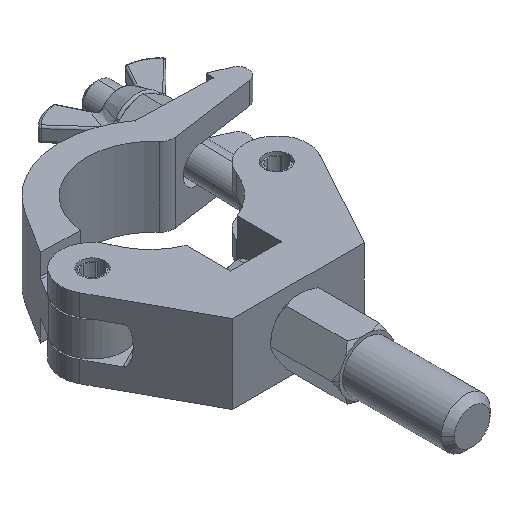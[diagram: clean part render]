
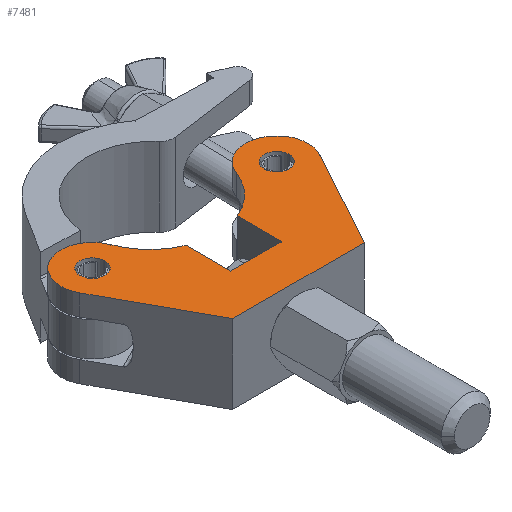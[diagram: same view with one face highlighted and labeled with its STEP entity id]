
A CAD part, isometric view. The second image highlights one B-rep face of the part: STEP entity #7481.
In plain terms, the highlighted planar face has unit normal (0, 0, 1).
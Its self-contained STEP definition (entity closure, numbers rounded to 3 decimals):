
#144 = CIRCLE ( 'NONE', #14388, 25.4 ) ;
#152 = VERTEX_POINT ( 'NONE', #3791 ) ;
#194 = CARTESIAN_POINT ( 'NONE',  ( -9.725, 16., 14.95 ) ) ;
#210 = CIRCLE ( 'NONE', #4440, 25.4 ) ;
#330 = EDGE_CURVE ( 'NONE', #4138, #15170, #11018, .T. ) ;
#444 = CARTESIAN_POINT ( 'NONE',  ( -25., 0., 14.95 ) ) ;
#468 = EDGE_CURVE ( 'NONE', #14144, #12223, #11943, .T. ) ;
#611 = VECTOR ( 'NONE', #9973, 1000. ) ;
#1025 = CARTESIAN_POINT ( 'NONE',  ( -35., 43.22, 14.95 ) ) ;
#1080 = VECTOR ( 'NONE', #15830, 1000. ) ;
#1242 = AXIS2_PLACEMENT_3D ( 'NONE', #4892, #3645, #4554 ) ;
#1490 = VERTEX_POINT ( 'NONE', #13556 ) ;
#1564 = DIRECTION ( 'NONE',  ( 1., 0., 0. ) ) ;
#2089 = CARTESIAN_POINT ( 'NONE',  ( -47., 43.22, 14.95 ) ) ;
#2112 = DIRECTION ( 'NONE',  ( 0., 0., 1. ) ) ;
#2262 = VERTEX_POINT ( 'NONE', #7922 ) ;
#2287 = ORIENTED_EDGE ( 'NONE', *, *, #15225, .T. ) ;
#2320 = FACE_BOUND ( 'NONE', #16237, .T. ) ;
#2400 = FACE_BOUND ( 'NONE', #12949, .T. ) ;
#2420 = DIRECTION ( 'NONE',  ( -1., 0., 0. ) ) ;
#2503 = CIRCLE ( 'NONE', #4883, 4.75 ) ;
#2618 = ORIENTED_EDGE ( 'NONE', *, *, #15488, .T. ) ;
#2732 = CARTESIAN_POINT ( 'NONE',  ( -30.25, 43.22, 14.95 ) ) ;
#2809 = CARTESIAN_POINT ( 'NONE',  ( 25., 0., 14.95 ) ) ;
#2840 = CARTESIAN_POINT ( 'NONE',  ( -35., 43.22, 14.95 ) ) ;
#2996 = CARTESIAN_POINT ( 'NONE',  ( -35., 43.22, 14.95 ) ) ;
#3160 = DIRECTION ( 'NONE',  ( -1., 0., 0. ) ) ;
#3193 = ORIENTED_EDGE ( 'NONE', *, *, #15334, .T. ) ;
#3215 = ORIENTED_EDGE ( 'NONE', *, *, #14216, .T. ) ;
#3219 = EDGE_CURVE ( 'NONE', #8725, #7108, #144, .T. ) ;
#3645 = DIRECTION ( 'NONE',  ( 0., 0., 1. ) ) ;
#3661 = DIRECTION ( 'NONE',  ( 0., 0., 1. ) ) ;
#3668 = LINE ( 'NONE', #12396, #13925 ) ;
#3762 = EDGE_CURVE ( 'NONE', #10391, #13019, #10421, .T. ) ;
#3791 = CARTESIAN_POINT ( 'NONE',  ( -9.725, 16., 14.95 ) ) ;
#3944 = CARTESIAN_POINT ( 'NONE',  ( -25., 0., 14.95 ) ) ;
#4117 = CIRCLE ( 'NONE', #13332, 4.75 ) ;
#4138 = VERTEX_POINT ( 'NONE', #12622 ) ;
#4249 = LINE ( 'NONE', #444, #5510 ) ;
#4371 = DIRECTION ( 'NONE',  ( 1., 0., 0. ) ) ;
#4440 = AXIS2_PLACEMENT_3D ( 'NONE', #6319, #9017, #10184 ) ;
#4554 = DIRECTION ( 'NONE',  ( 1., 0., 0. ) ) ;
#4594 = DIRECTION ( 'NONE',  ( -1., 0., 0. ) ) ;
#4741 = CARTESIAN_POINT ( 'NONE',  ( 39.75, 43.22, 14.95 ) ) ;
#4762 = VERTEX_POINT ( 'NONE', #15062 ) ;
#4883 = AXIS2_PLACEMENT_3D ( 'NONE', #2840, #13080, #13236 ) ;
#4892 = CARTESIAN_POINT ( 'NONE',  ( 35., 43.22, 14.95 ) ) ;
#5125 = EDGE_CURVE ( 'NONE', #4762, #10391, #6282, .T. ) ;
#5217 = AXIS2_PLACEMENT_3D ( 'NONE', #2996, #8178, #11897 ) ;
#5510 = VECTOR ( 'NONE', #10596, 1000. ) ;
#5614 = CARTESIAN_POINT ( 'NONE',  ( -25., 0., 14.95 ) ) ;
#5631 = CARTESIAN_POINT ( 'NONE',  ( 23.77, 47.449, 14.95 ) ) ;
#5969 = FACE_OUTER_BOUND ( 'NONE', #13711, .T. ) ;
#6003 = LINE ( 'NONE', #12248, #15407 ) ;
#6282 = LINE ( 'NONE', #2809, #611 ) ;
#6317 = ORIENTED_EDGE ( 'NONE', *, *, #5125, .T. ) ;
#6319 = CARTESIAN_POINT ( 'NONE',  ( 0., 56.402, 14.95 ) ) ;
#6709 = ORIENTED_EDGE ( 'NONE', *, *, #8445, .T. ) ;
#7108 = VERTEX_POINT ( 'NONE', #14665 ) ;
#7146 = DIRECTION ( 'NONE',  ( -1., 0., 0. ) ) ;
#7185 = EDGE_CURVE ( 'NONE', #152, #8725, #7303, .T. ) ;
#7303 = LINE ( 'NONE', #194, #11285 ) ;
#7360 = EDGE_CURVE ( 'NONE', #7625, #2262, #7843, .T. ) ;
#7481 = ADVANCED_FACE ( 'NONE', ( #2320, #5969, #2400 ), #13457, .T. ) ;
#7548 = ORIENTED_EDGE ( 'NONE', *, *, #7360, .F. ) ;
#7625 = VERTEX_POINT ( 'NONE', #2732 ) ;
#7641 = ORIENTED_EDGE ( 'NONE', *, *, #14661, .F. ) ;
#7832 = CARTESIAN_POINT ( 'NONE',  ( 35., 43.22, 14.95 ) ) ;
#7843 = CIRCLE ( 'NONE', #5217, 4.75 ) ;
#7922 = CARTESIAN_POINT ( 'NONE',  ( -39.75, 43.22, 14.95 ) ) ;
#8042 = DIRECTION ( 'NONE',  ( 0., 0., 1. ) ) ;
#8178 = DIRECTION ( 'NONE',  ( 0., 0., 1. ) ) ;
#8223 = DIRECTION ( 'NONE',  ( 0., 0., 1. ) ) ;
#8445 = EDGE_CURVE ( 'NONE', #7108, #8856, #13858, .T. ) ;
#8725 = VERTEX_POINT ( 'NONE', #11911 ) ;
#8856 = VERTEX_POINT ( 'NONE', #2089 ) ;
#8983 = ORIENTED_EDGE ( 'NONE', *, *, #13583, .T. ) ;
#9017 = DIRECTION ( 'NONE',  ( 0., 0., -1. ) ) ;
#9188 = ORIENTED_EDGE ( 'NONE', *, *, #330, .F. ) ;
#9366 = CARTESIAN_POINT ( 'NONE',  ( 0., 56.402, 14.95 ) ) ;
#9931 = DIRECTION ( 'NONE',  ( 0., -1., 0. ) ) ;
#9973 = DIRECTION ( 'NONE',  ( 0.481, 0.877, 0. ) ) ;
#10178 = CARTESIAN_POINT ( 'NONE',  ( -45.524, 37.453, 14.95 ) ) ;
#10184 = DIRECTION ( 'NONE',  ( 1., 0., 0. ) ) ;
#10391 = VERTEX_POINT ( 'NONE', #13815 ) ;
#10421 = CIRCLE ( 'NONE', #12518, 12. ) ;
#10432 = DIRECTION ( 'NONE',  ( 0., 1., 0. ) ) ;
#10516 = CARTESIAN_POINT ( 'NONE',  ( 35., 43.22, 14.95 ) ) ;
#10596 = DIRECTION ( 'NONE',  ( 1., 0., 0. ) ) ;
#11018 = CIRCLE ( 'NONE', #12323, 4.75 ) ;
#11285 = VECTOR ( 'NONE', #10432, 1000. ) ;
#11463 = CIRCLE ( 'NONE', #13325, 12. ) ;
#11744 = AXIS2_PLACEMENT_3D ( 'NONE', #1025, #2112, #7146 ) ;
#11897 = DIRECTION ( 'NONE',  ( -1., 0., 0. ) ) ;
#11911 = CARTESIAN_POINT ( 'NONE',  ( -9.725, 32.937, 14.95 ) ) ;
#11943 = LINE ( 'NONE', #5614, #1080 ) ;
#12223 = VERTEX_POINT ( 'NONE', #3944 ) ;
#12248 = CARTESIAN_POINT ( 'NONE',  ( -9.725, 16., 14.95 ) ) ;
#12323 = AXIS2_PLACEMENT_3D ( 'NONE', #7832, #12871, #1564 ) ;
#12396 = CARTESIAN_POINT ( 'NONE',  ( 9.725, 16., 14.95 ) ) ;
#12518 = AXIS2_PLACEMENT_3D ( 'NONE', #10516, #8042, #15239 ) ;
#12622 = CARTESIAN_POINT ( 'NONE',  ( 30.25, 43.22, 14.95 ) ) ;
#12648 = CARTESIAN_POINT ( 'NONE',  ( -35., 43.22, 14.95 ) ) ;
#12871 = DIRECTION ( 'NONE',  ( 0., 0., 1. ) ) ;
#12949 = EDGE_LOOP ( 'NONE', ( #13988, #7548 ) ) ;
#13019 = VERTEX_POINT ( 'NONE', #5631 ) ;
#13080 = DIRECTION ( 'NONE',  ( 0., 0., 1. ) ) ;
#13236 = DIRECTION ( 'NONE',  ( -1., 0., 0. ) ) ;
#13240 = ORIENTED_EDGE ( 'NONE', *, *, #7185, .T. ) ;
#13325 = AXIS2_PLACEMENT_3D ( 'NONE', #12648, #3661, #2420 ) ;
#13332 = AXIS2_PLACEMENT_3D ( 'NONE', #15901, #8223, #4371 ) ;
#13407 = ORIENTED_EDGE ( 'NONE', *, *, #468, .T. ) ;
#13457 = PLANE ( 'NONE',  #1242 ) ;
#13530 = VERTEX_POINT ( 'NONE', #14998 ) ;
#13556 = CARTESIAN_POINT ( 'NONE',  ( 9.725, 32.937, 14.95 ) ) ;
#13583 = EDGE_CURVE ( 'NONE', #13530, #152, #6003, .T. ) ;
#13711 = EDGE_LOOP ( 'NONE', ( #6317, #15555, #3193, #2287, #8983, #13240, #16104, #6709, #3215, #13407, #2618 ) ) ;
#13815 = CARTESIAN_POINT ( 'NONE',  ( 45.524, 37.453, 14.95 ) ) ;
#13858 = CIRCLE ( 'NONE', #11744, 12. ) ;
#13925 = VECTOR ( 'NONE', #9931, 1000. ) ;
#13988 = ORIENTED_EDGE ( 'NONE', *, *, #14223, .F. ) ;
#14144 = VERTEX_POINT ( 'NONE', #10178 ) ;
#14216 = EDGE_CURVE ( 'NONE', #8856, #14144, #11463, .T. ) ;
#14223 = EDGE_CURVE ( 'NONE', #2262, #7625, #2503, .T. ) ;
#14388 = AXIS2_PLACEMENT_3D ( 'NONE', #9366, #15870, #3160 ) ;
#14661 = EDGE_CURVE ( 'NONE', #15170, #4138, #4117, .T. ) ;
#14665 = CARTESIAN_POINT ( 'NONE',  ( -23.77, 47.449, 14.95 ) ) ;
#14998 = CARTESIAN_POINT ( 'NONE',  ( 9.725, 16., 14.95 ) ) ;
#15062 = CARTESIAN_POINT ( 'NONE',  ( 25., 0., 14.95 ) ) ;
#15170 = VERTEX_POINT ( 'NONE', #4741 ) ;
#15225 = EDGE_CURVE ( 'NONE', #1490, #13530, #3668, .T. ) ;
#15239 = DIRECTION ( 'NONE',  ( 1., 0., 0. ) ) ;
#15334 = EDGE_CURVE ( 'NONE', #13019, #1490, #210, .T. ) ;
#15407 = VECTOR ( 'NONE', #4594, 1000. ) ;
#15488 = EDGE_CURVE ( 'NONE', #12223, #4762, #4249, .T. ) ;
#15555 = ORIENTED_EDGE ( 'NONE', *, *, #3762, .T. ) ;
#15830 = DIRECTION ( 'NONE',  ( 0.481, -0.877, 0. ) ) ;
#15870 = DIRECTION ( 'NONE',  ( 0., 0., -1. ) ) ;
#15901 = CARTESIAN_POINT ( 'NONE',  ( 35., 43.22, 14.95 ) ) ;
#16104 = ORIENTED_EDGE ( 'NONE', *, *, #3219, .T. ) ;
#16237 = EDGE_LOOP ( 'NONE', ( #9188, #7641 ) ) ;
